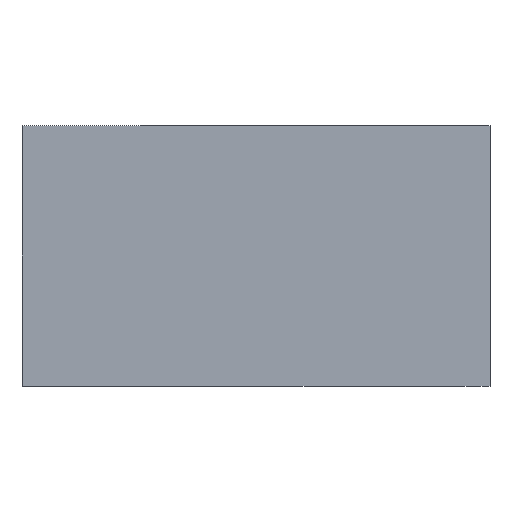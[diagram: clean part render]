
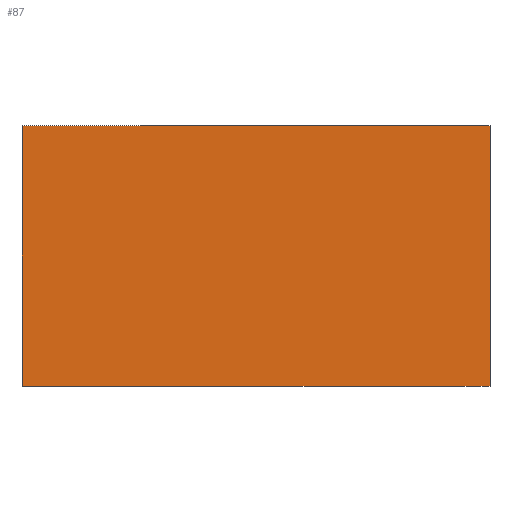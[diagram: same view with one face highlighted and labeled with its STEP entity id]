
A CAD part, front view. The second image highlights one B-rep face of the part: STEP entity #87.
In plain terms, the highlighted planar face has unit normal (0, -1, 0).
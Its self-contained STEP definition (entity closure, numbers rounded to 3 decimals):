
#13 = CARTESIAN_POINT ( 'NONE',  ( 160., 0., 89. ) ) ;
#48 = EDGE_CURVE ( 'NONE', #159, #319, #417, .T. ) ;
#59 = CARTESIAN_POINT ( 'NONE',  ( 160., 0., 0. ) ) ;
#87 = ADVANCED_FACE ( 'NONE', ( #163 ), #127, .F. ) ;
#100 = LINE ( 'NONE', #214, #139 ) ;
#101 = AXIS2_PLACEMENT_3D ( 'NONE', #450, #267, #171 ) ;
#102 = CARTESIAN_POINT ( 'NONE',  ( 0., 0., 0. ) ) ;
#127 = PLANE ( 'NONE',  #101 ) ;
#139 = VECTOR ( 'NONE', #165, 1000. ) ;
#157 = CARTESIAN_POINT ( 'NONE',  ( 0., 0., 0. ) ) ;
#159 = VERTEX_POINT ( 'NONE', #337 ) ;
#163 = FACE_OUTER_BOUND ( 'NONE', #567, .T. ) ;
#165 = DIRECTION ( 'NONE',  ( 0., 0., -1. ) ) ;
#171 = DIRECTION ( 'NONE',  ( 0., 0., 1. ) ) ;
#188 = VECTOR ( 'NONE', #211, 1000. ) ;
#202 = ORIENTED_EDGE ( 'NONE', *, *, #380, .T. ) ;
#211 = DIRECTION ( 'NONE',  ( 0., 0., -1. ) ) ;
#214 = CARTESIAN_POINT ( 'NONE',  ( 160., 0., 89. ) ) ;
#243 = VERTEX_POINT ( 'NONE', #102 ) ;
#267 = DIRECTION ( 'NONE',  ( 0., 1., 0. ) ) ;
#299 = VECTOR ( 'NONE', #400, 1000. ) ;
#303 = DIRECTION ( 'NONE',  ( 1., 0., 0. ) ) ;
#319 = VERTEX_POINT ( 'NONE', #13 ) ;
#337 = CARTESIAN_POINT ( 'NONE',  ( 0., 0., 89. ) ) ;
#374 = EDGE_CURVE ( 'NONE', #159, #243, #554, .T. ) ;
#380 = EDGE_CURVE ( 'NONE', #243, #427, #542, .T. ) ;
#385 = CARTESIAN_POINT ( 'NONE',  ( 0., 0., 89. ) ) ;
#400 = DIRECTION ( 'NONE',  ( 1., 0., 0. ) ) ;
#417 = LINE ( 'NONE', #447, #299 ) ;
#427 = VERTEX_POINT ( 'NONE', #59 ) ;
#447 = CARTESIAN_POINT ( 'NONE',  ( 0., 0., 89. ) ) ;
#450 = CARTESIAN_POINT ( 'NONE',  ( 0., 0., 89. ) ) ;
#453 = ORIENTED_EDGE ( 'NONE', *, *, #48, .F. ) ;
#478 = ORIENTED_EDGE ( 'NONE', *, *, #578, .F. ) ;
#483 = ORIENTED_EDGE ( 'NONE', *, *, #374, .T. ) ;
#486 = VECTOR ( 'NONE', #303, 1000. ) ;
#542 = LINE ( 'NONE', #157, #486 ) ;
#554 = LINE ( 'NONE', #385, #188 ) ;
#567 = EDGE_LOOP ( 'NONE', ( #483, #202, #478, #453 ) ) ;
#578 = EDGE_CURVE ( 'NONE', #319, #427, #100, .T. ) ;
